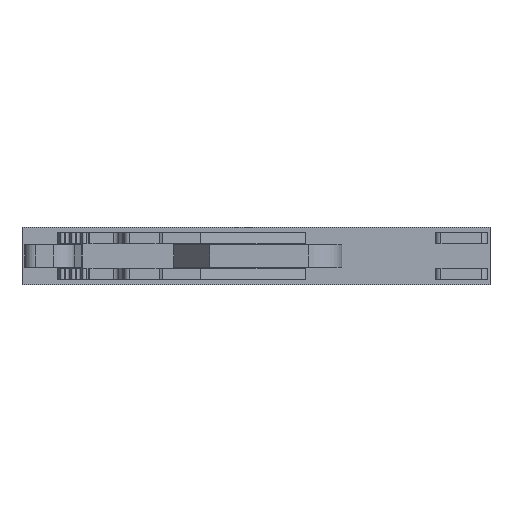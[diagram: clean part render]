
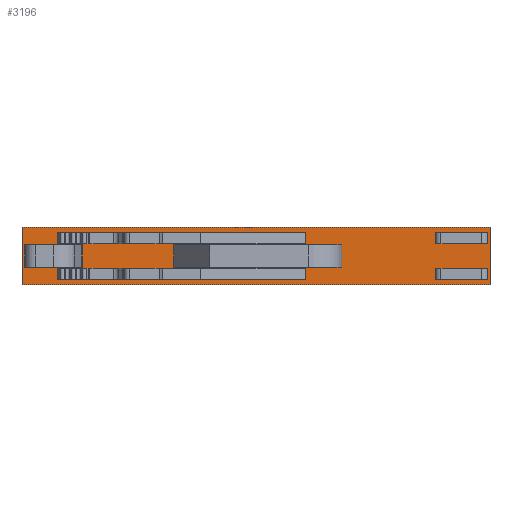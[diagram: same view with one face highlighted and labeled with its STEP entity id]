
A CAD part, front view. The second image highlights one B-rep face of the part: STEP entity #3196.
In plain terms, the highlighted planar face has unit normal (0, -1, 0).
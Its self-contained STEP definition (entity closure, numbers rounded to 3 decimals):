
#41=DIRECTION('',(1.,0.,0.));
#42=VECTOR('',#41,42.5);
#43=CARTESIAN_POINT('',(-21.25,2.75,-2.6));
#44=LINE('',#43,#42);
#446=DIRECTION('',(0.,0.,1.));
#447=VECTOR('',#446,5.2);
#448=CARTESIAN_POINT('',(21.25,2.75,-2.6));
#449=LINE('',#448,#447);
#450=DIRECTION('',(0.,0.,1.));
#451=VECTOR('',#450,1.);
#452=CARTESIAN_POINT('',(4.464,2.75,-2.1));
#453=LINE('',#452,#451);
#454=DIRECTION('',(1.,0.,0.));
#455=VECTOR('',#454,22.464);
#456=CARTESIAN_POINT('',(-18.,2.75,-1.1));
#457=LINE('',#456,#455);
#458=DIRECTION('',(0.,0.,1.));
#459=VECTOR('',#458,1.);
#460=CARTESIAN_POINT('',(-18.,2.75,-2.1));
#461=LINE('',#460,#459);
#462=DIRECTION('',(1.,0.,0.));
#463=VECTOR('',#462,22.464);
#464=CARTESIAN_POINT('',(-18.,2.75,-2.1));
#465=LINE('',#464,#463);
#466=DIRECTION('',(0.,0.,1.));
#467=VECTOR('',#466,5.2);
#468=CARTESIAN_POINT('',(-21.25,2.75,-2.6));
#469=LINE('',#468,#467);
#470=DIRECTION('',(0.,0.,1.));
#471=VECTOR('',#470,1.);
#472=CARTESIAN_POINT('',(-18.,2.75,1.1));
#473=LINE('',#472,#471);
#474=DIRECTION('',(-1.,0.,0.));
#475=VECTOR('',#474,22.464);
#476=CARTESIAN_POINT('',(4.464,2.75,1.1));
#477=LINE('',#476,#475);
#478=DIRECTION('',(0.,0.,1.));
#479=VECTOR('',#478,1.);
#480=CARTESIAN_POINT('',(4.464,2.75,1.1));
#481=LINE('',#480,#479);
#482=DIRECTION('',(1.,0.,0.));
#483=VECTOR('',#482,22.464);
#484=CARTESIAN_POINT('',(-18.,2.75,2.1));
#485=LINE('',#484,#483);
#486=DIRECTION('',(1.,0.,0.));
#487=VECTOR('',#486,3.7);
#488=CARTESIAN_POINT('',(-21.,2.75,-1.));
#489=LINE('',#488,#487);
#490=DIRECTION('',(0.,0.,1.));
#491=VECTOR('',#490,2.);
#492=CARTESIAN_POINT('',(-17.3,2.75,-1.));
#493=LINE('',#492,#491);
#494=DIRECTION('',(1.,0.,0.));
#495=VECTOR('',#494,3.7);
#496=CARTESIAN_POINT('',(-21.,2.75,1.));
#497=LINE('',#496,#495);
#498=DIRECTION('',(0.,0.,1.));
#499=VECTOR('',#498,2.);
#500=CARTESIAN_POINT('',(-21.,2.75,-1.));
#501=LINE('',#500,#499);
#502=DIRECTION('',(1.,0.,0.));
#503=VECTOR('',#502,12.795);
#504=CARTESIAN_POINT('',(-7.491,2.75,-1.));
#505=LINE('',#504,#503);
#506=DIRECTION('',(0.,0.,1.));
#507=VECTOR('',#506,2.);
#508=CARTESIAN_POINT('',(5.304,2.75,-1.));
#509=LINE('',#508,#507);
#510=DIRECTION('',(1.,0.,0.));
#511=VECTOR('',#510,12.795);
#512=CARTESIAN_POINT('',(-7.491,2.75,1.));
#513=LINE('',#512,#511);
#514=DIRECTION('',(0.,0.,1.));
#515=VECTOR('',#514,2.);
#516=CARTESIAN_POINT('',(-7.491,2.75,-1.));
#517=LINE('',#516,#515);
#1527=DIRECTION('',(1.,0.,0.));
#1528=VECTOR('',#1527,42.5);
#1529=CARTESIAN_POINT('',(-21.25,2.75,2.6));
#1530=LINE('',#1529,#1528);
#2095=CARTESIAN_POINT('',(-21.25,2.75,-2.6));
#2096=VERTEX_POINT('',#2095);
#2097=CARTESIAN_POINT('',(21.25,2.75,-2.6));
#2098=VERTEX_POINT('',#2097);
#2251=CARTESIAN_POINT('',(-21.25,2.75,2.6));
#2252=VERTEX_POINT('',#2251);
#2253=CARTESIAN_POINT('',(21.25,2.75,2.6));
#2254=VERTEX_POINT('',#2253);
#2561=CARTESIAN_POINT('',(-18.,2.75,-2.1));
#2562=CARTESIAN_POINT('',(4.464,2.75,-2.1));
#2563=VERTEX_POINT('',#2561);
#2564=VERTEX_POINT('',#2562);
#2565=CARTESIAN_POINT('',(-18.,2.75,2.1));
#2566=CARTESIAN_POINT('',(4.464,2.75,2.1));
#2567=VERTEX_POINT('',#2565);
#2568=VERTEX_POINT('',#2566);
#2569=CARTESIAN_POINT('',(-18.,2.75,-1.1));
#2571=VERTEX_POINT('',#2569);
#2573=CARTESIAN_POINT('',(-18.,2.75,1.1));
#2575=VERTEX_POINT('',#2573);
#2677=CARTESIAN_POINT('',(4.464,2.75,-1.1));
#2678=VERTEX_POINT('',#2677);
#2679=CARTESIAN_POINT('',(4.464,2.75,1.1));
#2680=VERTEX_POINT('',#2679);
#2729=CARTESIAN_POINT('',(-21.,2.75,-1.));
#2730=CARTESIAN_POINT('',(-17.3,2.75,-1.));
#2731=VERTEX_POINT('',#2729);
#2732=VERTEX_POINT('',#2730);
#2733=CARTESIAN_POINT('',(-7.491,2.75,-1.));
#2734=CARTESIAN_POINT('',(5.304,2.75,-1.));
#2735=VERTEX_POINT('',#2733);
#2736=VERTEX_POINT('',#2734);
#2737=CARTESIAN_POINT('',(-21.,2.75,1.));
#2738=CARTESIAN_POINT('',(-17.3,2.75,1.));
#2739=VERTEX_POINT('',#2737);
#2740=VERTEX_POINT('',#2738);
#2741=CARTESIAN_POINT('',(-7.491,2.75,1.));
#2742=CARTESIAN_POINT('',(5.304,2.75,1.));
#2743=VERTEX_POINT('',#2741);
#2744=VERTEX_POINT('',#2742);
#3143=CARTESIAN_POINT('',(-21.25,2.75,-2.6));
#3144=DIRECTION('',(0.,-1.,0.));
#3145=DIRECTION('',(1.,0.,0.));
#3146=AXIS2_PLACEMENT_3D('',#3143,#3144,#3145);
#3147=PLANE('',#3146);
#3148=ORIENTED_EDGE('',*,*,#2793,.F.);
#3150=ORIENTED_EDGE('',*,*,#3149,.T.);
#3152=ORIENTED_EDGE('',*,*,#3151,.T.);
#3153=ORIENTED_EDGE('',*,*,#3135,.F.);
#3154=EDGE_LOOP('',(#3148,#3150,#3152,#3153));
#3155=FACE_OUTER_BOUND('',#3154,.F.);
#3157=ORIENTED_EDGE('',*,*,#3156,.T.);
#3159=ORIENTED_EDGE('',*,*,#3158,.F.);
#3161=ORIENTED_EDGE('',*,*,#3160,.F.);
#3163=ORIENTED_EDGE('',*,*,#3162,.T.);
#3164=EDGE_LOOP('',(#3157,#3159,#3161,#3163));
#3165=FACE_BOUND('',#3164,.F.);
#3167=ORIENTED_EDGE('',*,*,#3166,.F.);
#3169=ORIENTED_EDGE('',*,*,#3168,.F.);
#3171=ORIENTED_EDGE('',*,*,#3170,.T.);
#3173=ORIENTED_EDGE('',*,*,#3172,.F.);
#3174=EDGE_LOOP('',(#3167,#3169,#3171,#3173));
#3175=FACE_BOUND('',#3174,.F.);
#3177=ORIENTED_EDGE('',*,*,#3176,.T.);
#3179=ORIENTED_EDGE('',*,*,#3178,.T.);
#3181=ORIENTED_EDGE('',*,*,#3180,.F.);
#3183=ORIENTED_EDGE('',*,*,#3182,.F.);
#3184=EDGE_LOOP('',(#3177,#3179,#3181,#3183));
#3185=FACE_BOUND('',#3184,.F.);
#3187=ORIENTED_EDGE('',*,*,#3186,.T.);
#3189=ORIENTED_EDGE('',*,*,#3188,.T.);
#3191=ORIENTED_EDGE('',*,*,#3190,.F.);
#3193=ORIENTED_EDGE('',*,*,#3192,.F.);
#3194=EDGE_LOOP('',(#3187,#3189,#3191,#3193));
#3195=FACE_BOUND('',#3194,.F.);
#3196=ADVANCED_FACE('',(#3155,#3165,#3175,#3185,#3195),#3147,.T.);
#2793=EDGE_CURVE('',#2096,#2098,#44,.T.);
#3135=EDGE_CURVE('',#2098,#2254,#449,.T.);
#3149=EDGE_CURVE('',#2096,#2252,#469,.T.);
#3151=EDGE_CURVE('',#2252,#2254,#1530,.T.);
#3156=EDGE_CURVE('',#2564,#2678,#453,.T.);
#3158=EDGE_CURVE('',#2571,#2678,#457,.T.);
#3160=EDGE_CURVE('',#2563,#2571,#461,.T.);
#3162=EDGE_CURVE('',#2563,#2564,#465,.T.);
#3166=EDGE_CURVE('',#2575,#2567,#473,.T.);
#3168=EDGE_CURVE('',#2680,#2575,#477,.T.);
#3170=EDGE_CURVE('',#2680,#2568,#481,.T.);
#3172=EDGE_CURVE('',#2567,#2568,#485,.T.);
#3176=EDGE_CURVE('',#2731,#2732,#489,.T.);
#3178=EDGE_CURVE('',#2732,#2740,#493,.T.);
#3180=EDGE_CURVE('',#2739,#2740,#497,.T.);
#3182=EDGE_CURVE('',#2731,#2739,#501,.T.);
#3186=EDGE_CURVE('',#2735,#2736,#505,.T.);
#3188=EDGE_CURVE('',#2736,#2744,#509,.T.);
#3190=EDGE_CURVE('',#2743,#2744,#513,.T.);
#3192=EDGE_CURVE('',#2735,#2743,#517,.T.);
